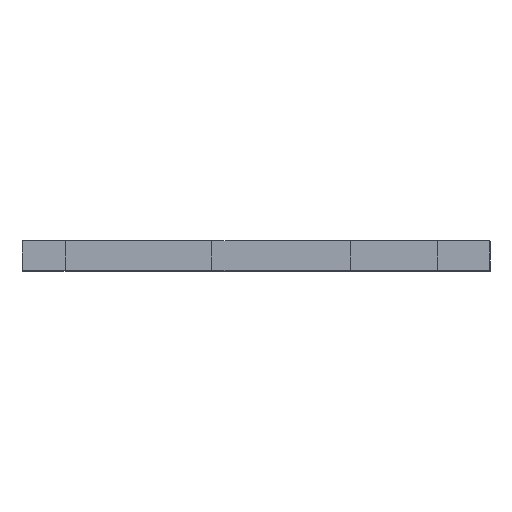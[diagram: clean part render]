
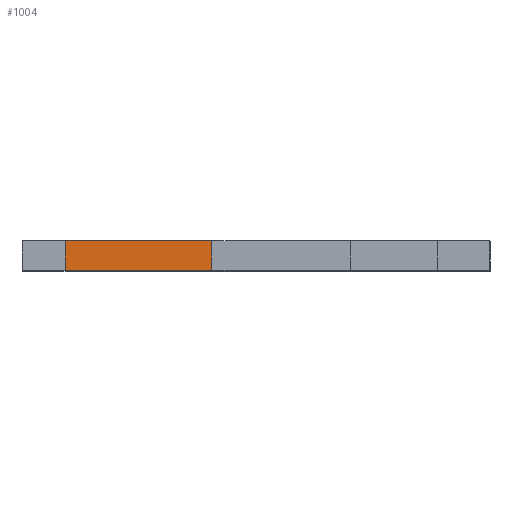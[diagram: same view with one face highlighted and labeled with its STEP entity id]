
A CAD part, top view. The second image highlights one B-rep face of the part: STEP entity #1004.
In plain terms, the highlighted planar face has unit normal (0, 0, 1).
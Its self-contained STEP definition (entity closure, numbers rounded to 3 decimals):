
#75=FACE_OUTER_BOUND('',#124,.T.);
#124=EDGE_LOOP('',(#789,#790,#791,#792));
#245=LINE('',#1565,#376);
#246=LINE('',#1568,#377);
#247=LINE('',#1570,#378);
#248=LINE('',#1571,#379);
#376=VECTOR('',#1286,10.);
#377=VECTOR('',#1289,10.);
#378=VECTOR('',#1290,10.);
#379=VECTOR('',#1291,10.);
#480=VERTEX_POINT('',#1561);
#481=VERTEX_POINT('',#1563);
#482=VERTEX_POINT('',#1567);
#483=VERTEX_POINT('',#1569);
#611=EDGE_CURVE('',#480,#481,#245,.T.);
#612=EDGE_CURVE('',#482,#480,#246,.T.);
#613=EDGE_CURVE('',#483,#481,#247,.T.);
#614=EDGE_CURVE('',#482,#483,#248,.T.);
#789=ORIENTED_EDGE('',*,*,#612,.T.);
#790=ORIENTED_EDGE('',*,*,#611,.T.);
#791=ORIENTED_EDGE('',*,*,#613,.F.);
#792=ORIENTED_EDGE('',*,*,#614,.F.);
#955=PLANE('',#1077);
#1004=ADVANCED_FACE('',(#75),#955,.T.);
#1077=AXIS2_PLACEMENT_3D('',#1566,#1287,#1288);
#1286=DIRECTION('',(0.,1.,0.));
#1287=DIRECTION('center_axis',(0.,0.,1.));
#1288=DIRECTION('ref_axis',(1.,0.,0.));
#1289=DIRECTION('',(1.,0.,0.));
#1290=DIRECTION('',(1.,0.,0.));
#1291=DIRECTION('',(0.,1.,0.));
#1561=CARTESIAN_POINT('',(-46.624,0.,2.802));
#1563=CARTESIAN_POINT('',(-46.624,2.,2.802));
#1565=CARTESIAN_POINT('',(-46.624,0.,2.802));
#1566=CARTESIAN_POINT('Origin',(-56.574,0.,2.802));
#1567=CARTESIAN_POINT('',(-56.574,0.,2.802));
#1568=CARTESIAN_POINT('',(-56.574,0.,2.802));
#1569=CARTESIAN_POINT('',(-56.574,2.,2.802));
#1570=CARTESIAN_POINT('',(-56.574,2.,2.802));
#1571=CARTESIAN_POINT('',(-56.574,0.,2.802));
